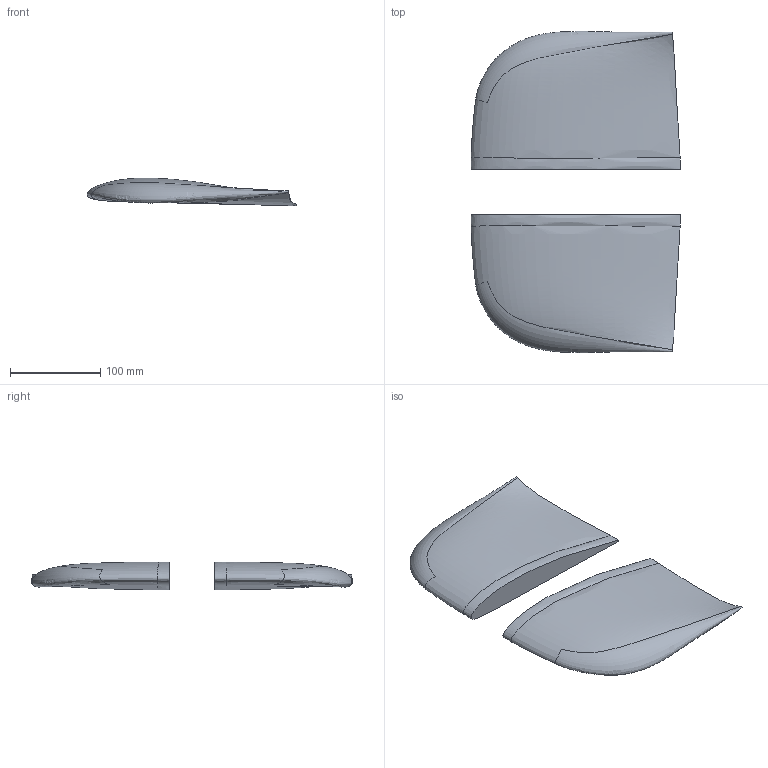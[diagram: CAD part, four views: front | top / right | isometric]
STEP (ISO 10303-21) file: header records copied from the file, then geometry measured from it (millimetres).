
FILE_DESCRIPTION(/* description */ (''),/* implementation_level */ '2;1');
FILE_NAME(/* name */ '逆行者 翼尖.stp',/* time_stamp */ '2024-07-15T09:24:43+08:00',/* author */ (''),/* organization */ (''),/* preprocessor_version */ 'ST-DEVELOPER v16.7',/* originating_system */ 'SIEMENS PLM Software NX 12.0',/* authorisation */ '');
FILE_SCHEMA (('AUTOMOTIVE_DESIGN { 1 0 10303 214 3 1 1 1 }'));
Length unit declared in the file: millimetre
Products named in the file (1): Admi3224EAAEn53f
Bounding box: 231.34 x 355.17 x 30.64 mm (x, y, z)
Volume: 1085936.2 mm3; surface area: 144275.3 mm2
Topology: 2 solids, 2 shells, 10 faces, 22 edges, 16 vertices
Faces by surface type: bspline 8, plane 2
Entity records: 28862 total; most frequent: CARTESIAN_POINT 28663, ORIENTED_EDGE 44, EDGE_CURVE 22, B_SPLINE_CURVE_WITH_KNOTS 22, VERTEX_POINT 16, ADVANCED_FACE 10, FACE_OUTER_BOUND 10, EDGE_LOOP 10
